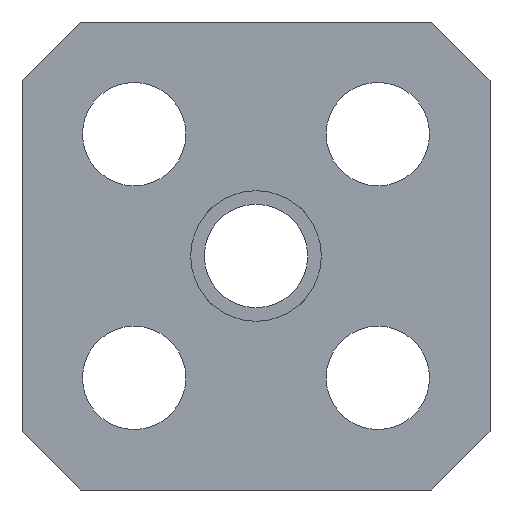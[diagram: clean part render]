
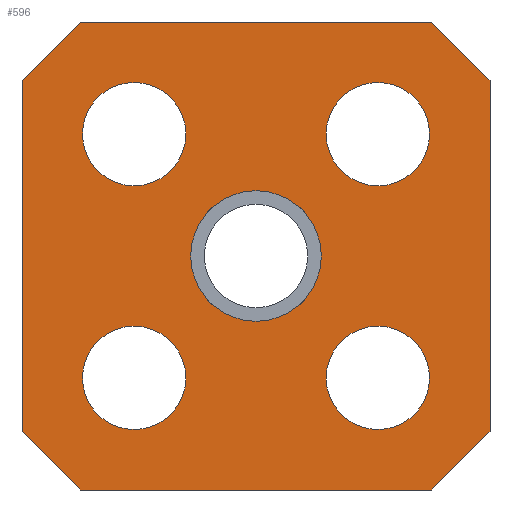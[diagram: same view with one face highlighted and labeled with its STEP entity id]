
A CAD part, front view. The second image highlights one B-rep face of the part: STEP entity #596.
In plain terms, the highlighted planar face has unit normal (0, -1, 0).
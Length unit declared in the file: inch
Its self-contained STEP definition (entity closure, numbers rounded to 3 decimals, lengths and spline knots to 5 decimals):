
#1 = EDGE_CURVE ( 'NONE', #161, #161, #821, .T. ) ;
#11 = DIRECTION ( 'NONE',  ( 0., 0., -1. ) ) ;
#16 = EDGE_CURVE ( 'NONE', #66, #724, #679, .T. ) ;
#17 = FACE_BOUND ( 'NONE', #534, .T. ) ;
#18 = CIRCLE ( 'NONE', #73, 0.0795 ) ;
#21 = CARTESIAN_POINT ( 'NONE',  ( 0.1875, 0., 0.267 ) ) ;
#36 = VECTOR ( 'NONE', #382, 39.37008 ) ;
#42 = CARTESIAN_POINT ( 'NONE',  ( -0.1875, 0., -0.1875 ) ) ;
#52 = LINE ( 'NONE', #847, #923 ) ;
#58 = EDGE_CURVE ( 'NONE', #664, #664, #18, .T. ) ;
#59 = EDGE_LOOP ( 'NONE', ( #803 ) ) ;
#66 = VERTEX_POINT ( 'NONE', #562 ) ;
#73 = AXIS2_PLACEMENT_3D ( 'NONE', #1034, #741, #660 ) ;
#76 = CARTESIAN_POINT ( 'NONE',  ( 0., 0., 0. ) ) ;
#95 = DIRECTION ( 'NONE',  ( -0.707, 0., -0.707 ) ) ;
#111 = VECTOR ( 'NONE', #95, 39.37008 ) ;
#126 = DIRECTION ( 'NONE',  ( 0., 0., 1. ) ) ;
#136 = ORIENTED_EDGE ( 'NONE', *, *, #972, .T. ) ;
#146 = EDGE_CURVE ( 'NONE', #302, #1028, #807, .T. ) ;
#160 = CARTESIAN_POINT ( 'NONE',  ( 0.27, 0., 0.36 ) ) ;
#161 = VERTEX_POINT ( 'NONE', #21 ) ;
#164 = CARTESIAN_POINT ( 'NONE',  ( -0.27, 0., 0.36 ) ) ;
#166 = EDGE_CURVE ( 'NONE', #705, #705, #603, .T. ) ;
#167 = ORIENTED_EDGE ( 'NONE', *, *, #833, .F. ) ;
#189 = AXIS2_PLACEMENT_3D ( 'NONE', #76, #250, #330 ) ;
#195 = VECTOR ( 'NONE', #11, 39.37008 ) ;
#201 = DIRECTION ( 'NONE',  ( 0., 0., 1. ) ) ;
#206 = LINE ( 'NONE', #528, #36 ) ;
#215 = CARTESIAN_POINT ( 'NONE',  ( 0.27, 0., -0.36 ) ) ;
#228 = CARTESIAN_POINT ( 'NONE',  ( 0.36, 0., -0.27 ) ) ;
#250 = DIRECTION ( 'NONE',  ( 0., -1., 0. ) ) ;
#262 = VECTOR ( 'NONE', #617, 39.37008 ) ;
#274 = DIRECTION ( 'NONE',  ( 0., 1., 0. ) ) ;
#294 = DIRECTION ( 'NONE',  ( 0., 0., 1. ) ) ;
#302 = VERTEX_POINT ( 'NONE', #215 ) ;
#303 = CARTESIAN_POINT ( 'NONE',  ( -0.1875, 0., 0.267 ) ) ;
#307 = ORIENTED_EDGE ( 'NONE', *, *, #58, .T. ) ;
#313 = DIRECTION ( 'NONE',  ( -1., 0., 0. ) ) ;
#322 = ORIENTED_EDGE ( 'NONE', *, *, #16, .F. ) ;
#326 = EDGE_CURVE ( 'NONE', #66, #1028, #206, .T. ) ;
#330 = DIRECTION ( 'NONE',  ( 0., 0., -1. ) ) ;
#337 = CARTESIAN_POINT ( 'NONE',  ( -0.1875, 0., 0.1875 ) ) ;
#344 = CARTESIAN_POINT ( 'NONE',  ( 0.1875, 0., -0.108 ) ) ;
#349 = ORIENTED_EDGE ( 'NONE', *, *, #326, .T. ) ;
#351 = PLANE ( 'NONE',  #962 ) ;
#353 = CARTESIAN_POINT ( 'NONE',  ( 0.1875, 0., 0.1875 ) ) ;
#354 = ORIENTED_EDGE ( 'NONE', *, *, #781, .T. ) ;
#357 = CIRCLE ( 'NONE', #812, 0.0795 ) ;
#365 = EDGE_CURVE ( 'NONE', #475, #475, #439, .T. ) ;
#374 = EDGE_LOOP ( 'NONE', ( #633 ) ) ;
#382 = DIRECTION ( 'NONE',  ( 0.707, 0., -0.707 ) ) ;
#405 = VECTOR ( 'NONE', #744, 39.37008 ) ;
#408 = LINE ( 'NONE', #735, #195 ) ;
#411 = EDGE_CURVE ( 'NONE', #551, #763, #52, .T. ) ;
#414 = CARTESIAN_POINT ( 'NONE',  ( 0.36, 0., 0.27 ) ) ;
#426 = CARTESIAN_POINT ( 'NONE',  ( -0.36, 0., 0.36 ) ) ;
#428 = FACE_BOUND ( 'NONE', #865, .T. ) ;
#439 = CIRCLE ( 'NONE', #1039, 0.0795 ) ;
#451 = LINE ( 'NONE', #789, #262 ) ;
#467 = VERTEX_POINT ( 'NONE', #303 ) ;
#475 = VERTEX_POINT ( 'NONE', #634 ) ;
#481 = VERTEX_POINT ( 'NONE', #228 ) ;
#486 = LINE ( 'NONE', #164, #111 ) ;
#501 = EDGE_CURVE ( 'NONE', #467, #467, #357, .T. ) ;
#509 = FACE_OUTER_BOUND ( 'NONE', #853, .T. ) ;
#528 = CARTESIAN_POINT ( 'NONE',  ( -0.36, 0., -0.27 ) ) ;
#534 = EDGE_LOOP ( 'NONE', ( #957 ) ) ;
#551 = VERTEX_POINT ( 'NONE', #414 ) ;
#562 = CARTESIAN_POINT ( 'NONE',  ( -0.36, 0., -0.27 ) ) ;
#564 = VERTEX_POINT ( 'NONE', #900 ) ;
#568 = CARTESIAN_POINT ( 'NONE',  ( -0.36, 0., 0.27 ) ) ;
#595 = CARTESIAN_POINT ( 'NONE',  ( 0., 0., 0. ) ) ;
#596 = ADVANCED_FACE ( 'NONE', ( #428, #746, #668, #989, #17, #509 ), #351, .F. ) ;
#603 = CIRCLE ( 'NONE', #189, 0.1005 ) ;
#617 = DIRECTION ( 'NONE',  ( 0.707, 0., 0.707 ) ) ;
#630 = CARTESIAN_POINT ( 'NONE',  ( -0.27, 0., -0.36 ) ) ;
#633 = ORIENTED_EDGE ( 'NONE', *, *, #501, .T. ) ;
#634 = CARTESIAN_POINT ( 'NONE',  ( -0.1875, 0., -0.108 ) ) ;
#647 = DIRECTION ( 'NONE',  ( 0., 1., 0. ) ) ;
#655 = ORIENTED_EDGE ( 'NONE', *, *, #791, .F. ) ;
#659 = VECTOR ( 'NONE', #313, 39.37008 ) ;
#660 = DIRECTION ( 'NONE',  ( 0., 0., 1. ) ) ;
#664 = VERTEX_POINT ( 'NONE', #344 ) ;
#668 = FACE_BOUND ( 'NONE', #59, .T. ) ;
#679 = LINE ( 'NONE', #839, #888 ) ;
#698 = DIRECTION ( 'NONE',  ( -0.707, 0., 0.707 ) ) ;
#705 = VERTEX_POINT ( 'NONE', #1018 ) ;
#724 = VERTEX_POINT ( 'NONE', #568 ) ;
#735 = CARTESIAN_POINT ( 'NONE',  ( 0.36, 0., -0.36 ) ) ;
#736 = DIRECTION ( 'NONE',  ( 0., 0., 1. ) ) ;
#741 = DIRECTION ( 'NONE',  ( 0., 1., 0. ) ) ;
#744 = DIRECTION ( 'NONE',  ( 1., 0., 0. ) ) ;
#745 = AXIS2_PLACEMENT_3D ( 'NONE', #353, #991, #201 ) ;
#746 = FACE_BOUND ( 'NONE', #894, .T. ) ;
#761 = DIRECTION ( 'NONE',  ( 0., 0., 1. ) ) ;
#763 = VERTEX_POINT ( 'NONE', #160 ) ;
#775 = ORIENTED_EDGE ( 'NONE', *, *, #411, .T. ) ;
#781 = EDGE_CURVE ( 'NONE', #564, #724, #486, .T. ) ;
#783 = ORIENTED_EDGE ( 'NONE', *, *, #166, .F. ) ;
#789 = CARTESIAN_POINT ( 'NONE',  ( 0.27, 0., -0.36 ) ) ;
#791 = EDGE_CURVE ( 'NONE', #551, #481, #408, .T. ) ;
#792 = CARTESIAN_POINT ( 'NONE',  ( -0.36, 0., -0.36 ) ) ;
#803 = ORIENTED_EDGE ( 'NONE', *, *, #1, .T. ) ;
#807 = LINE ( 'NONE', #792, #659 ) ;
#812 = AXIS2_PLACEMENT_3D ( 'NONE', #337, #647, #736 ) ;
#821 = CIRCLE ( 'NONE', #745, 0.0795 ) ;
#833 = EDGE_CURVE ( 'NONE', #564, #763, #984, .T. ) ;
#839 = CARTESIAN_POINT ( 'NONE',  ( -0.36, 0., -0.36 ) ) ;
#847 = CARTESIAN_POINT ( 'NONE',  ( 0.36, 0., 0.27 ) ) ;
#853 = EDGE_LOOP ( 'NONE', ( #913, #136, #655, #775, #167, #354, #322, #349 ) ) ;
#865 = EDGE_LOOP ( 'NONE', ( #783 ) ) ;
#888 = VECTOR ( 'NONE', #294, 39.37008 ) ;
#894 = EDGE_LOOP ( 'NONE', ( #307 ) ) ;
#900 = CARTESIAN_POINT ( 'NONE',  ( -0.27, 0., 0.36 ) ) ;
#913 = ORIENTED_EDGE ( 'NONE', *, *, #146, .F. ) ;
#923 = VECTOR ( 'NONE', #698, 39.37008 ) ;
#929 = DIRECTION ( 'NONE',  ( 0., 1., 0. ) ) ;
#957 = ORIENTED_EDGE ( 'NONE', *, *, #365, .T. ) ;
#962 = AXIS2_PLACEMENT_3D ( 'NONE', #595, #274, #761 ) ;
#972 = EDGE_CURVE ( 'NONE', #302, #481, #451, .T. ) ;
#984 = LINE ( 'NONE', #426, #405 ) ;
#989 = FACE_BOUND ( 'NONE', #374, .T. ) ;
#991 = DIRECTION ( 'NONE',  ( 0., 1., 0. ) ) ;
#1018 = CARTESIAN_POINT ( 'NONE',  ( 0., 0., -0.1005 ) ) ;
#1028 = VERTEX_POINT ( 'NONE', #630 ) ;
#1034 = CARTESIAN_POINT ( 'NONE',  ( 0.1875, 0., -0.1875 ) ) ;
#1039 = AXIS2_PLACEMENT_3D ( 'NONE', #42, #929, #126 ) ;
